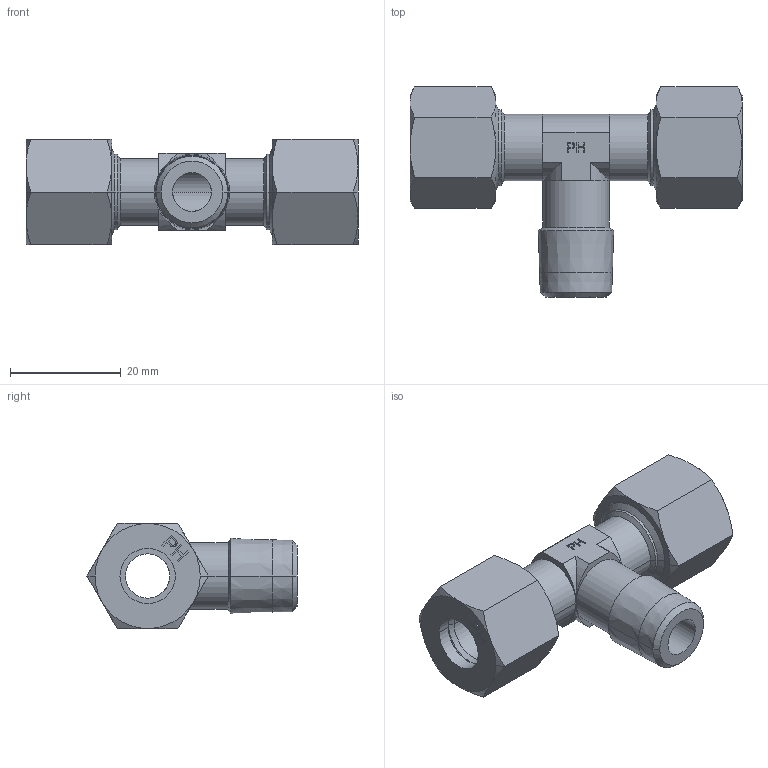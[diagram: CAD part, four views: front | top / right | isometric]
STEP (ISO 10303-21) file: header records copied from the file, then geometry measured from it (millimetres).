
FILE_DESCRIPTION(('Creo Elements/Direct Modeling STEP Export'),'2;1');
FILE_NAME('TE-L-10-R_1_4zoll-k.stp','2017-05-18T 8:25:36',(''),(''),'PTC Creo Elements/Direct Modeling STEP processor for AP214 (Solid Model)','PTC Creo Elements/Direct Modeling 19.0A 04-Oct-2014 (C) Parametric Technology GmbH','');
FILE_SCHEMA(('AUTOMOTIVE_DESIGN { 1 0 10303 214 1 1 1 1 }'));
Length unit declared in the file: millimetre
Products named in the file (4): TE_L_10_R_1_4_k_OMD; SR_L_10_2_K; UWM_L_10; TE_L_10_R_1_4_k
Assembly tree (5 placements, depth 2):
  TE_L_10_R_1_4_k
    UWM_L_10  x2
    SR_L_10_2_K  x2
    TE_L_10_R_1_4_k_OMD
Bounding box: 60 x 37.97 x 19 mm (x, y, z)
Volume: 11737 mm3; surface area: 10367.1 mm2
Topology: 5 solids, 5 shells, 293 faces, 678 edges, 411 vertices
Faces by surface type: plane 142, cone 84, cylinder 67
Entity records: 6789 total; most frequent: CARTESIAN_POINT 2554, ORIENTED_EDGE 884, DIRECTION 776, EDGE_CURVE 442, VERTEX_POINT 265, VECTOR 260, LINE 260, AXIS2_PLACEMENT_3D 258
